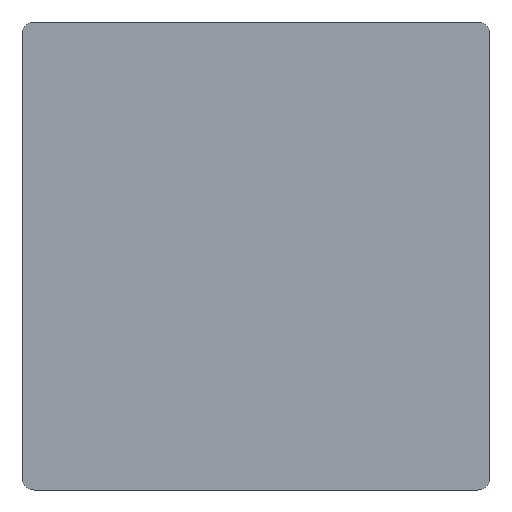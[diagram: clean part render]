
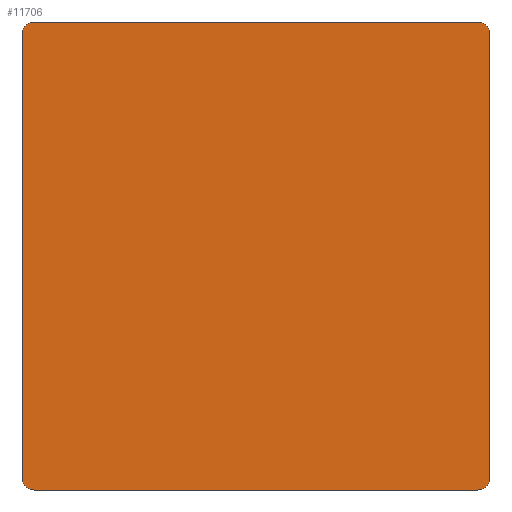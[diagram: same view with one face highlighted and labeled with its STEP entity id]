
A CAD part, front view. The second image highlights one B-rep face of the part: STEP entity #11706.
In plain terms, the highlighted planar face has unit normal (0, -1, 0).
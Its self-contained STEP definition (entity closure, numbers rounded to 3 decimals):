
#419 = CARTESIAN_POINT ( 'NONE',  ( 1451.189, 1842.282, 2917.271 ) ) ;
#577 = DIRECTION ( 'NONE',  ( 0., 1., 0. ) ) ;
#869 = DIRECTION ( 'NONE',  ( 0., 0., -1. ) ) ;
#1053 = CARTESIAN_POINT ( 'NONE',  ( 1449.189, 1842.282, 2844.271 ) ) ;
#1291 = DIRECTION ( 'NONE',  ( -1., 0., 0. ) ) ;
#1555 = DIRECTION ( 'NONE',  ( 0., 0., -1. ) ) ;
#1960 = CARTESIAN_POINT ( 'NONE',  ( 1522.189, 1842.282, 2917.271 ) ) ;
#1974 = CARTESIAN_POINT ( 'NONE',  ( 1451.189, 1842.282, 2844.271 ) ) ;
#2014 = DIRECTION ( 'NONE',  ( 0., 1., 0. ) ) ;
#2033 = DIRECTION ( 'NONE',  ( 0., 0., 1. ) ) ;
#2223 = ORIENTED_EDGE ( 'NONE', *, *, #11771, .F. ) ;
#2497 = VERTEX_POINT ( 'NONE', #7819 ) ;
#2563 = CARTESIAN_POINT ( 'NONE',  ( 1449.189, 1842.282, 2844.271 ) ) ;
#2932 = EDGE_CURVE ( 'NONE', #6903, #8509, #4452, .T. ) ;
#3119 = CIRCLE ( 'NONE', #9307, 2. ) ;
#3302 = CARTESIAN_POINT ( 'NONE',  ( 1522.189, 1842.282, 2842.271 ) ) ;
#3306 = DIRECTION ( 'NONE',  ( 0., 1., 0. ) ) ;
#3373 = CARTESIAN_POINT ( 'NONE',  ( 1522.189, 1842.282, 2844.271 ) ) ;
#3498 = EDGE_LOOP ( 'NONE', ( #4647, #4445, #6752, #8915, #6415, #2223, #11533, #7841 ) ) ;
#4278 = VECTOR ( 'NONE', #2033, 1000. ) ;
#4314 = DIRECTION ( 'NONE',  ( 0., 0., -1. ) ) ;
#4445 = ORIENTED_EDGE ( 'NONE', *, *, #8362, .F. ) ;
#4452 = CIRCLE ( 'NONE', #8764, 2. ) ;
#4647 = ORIENTED_EDGE ( 'NONE', *, *, #8974, .F. ) ;
#4742 = VECTOR ( 'NONE', #11877, 1000. ) ;
#4922 = DIRECTION ( 'NONE',  ( 0., 1., 0. ) ) ;
#5404 = EDGE_CURVE ( 'NONE', #9005, #9897, #3119, .T. ) ;
#5612 = CARTESIAN_POINT ( 'NONE',  ( 1451.189, 1842.282, 2915.271 ) ) ;
#5662 = DIRECTION ( 'NONE',  ( 0., 1., 0. ) ) ;
#5778 = DIRECTION ( 'NONE',  ( 0., 0., -1. ) ) ;
#6198 = CIRCLE ( 'NONE', #6453, 2. ) ;
#6415 = ORIENTED_EDGE ( 'NONE', *, *, #5404, .F. ) ;
#6453 = AXIS2_PLACEMENT_3D ( 'NONE', #3373, #577, #1555 ) ;
#6505 = FACE_OUTER_BOUND ( 'NONE', #3498, .T. ) ;
#6540 = AXIS2_PLACEMENT_3D ( 'NONE', #10560, #4922, #11499 ) ;
#6752 = ORIENTED_EDGE ( 'NONE', *, *, #8005, .F. ) ;
#6794 = LINE ( 'NONE', #3302, #11791 ) ;
#6903 = VERTEX_POINT ( 'NONE', #7354 ) ;
#7096 = CIRCLE ( 'NONE', #6540, 2. ) ;
#7354 = CARTESIAN_POINT ( 'NONE',  ( 1451.189, 1842.282, 2842.271 ) ) ;
#7564 = LINE ( 'NONE', #419, #4742 ) ;
#7717 = VERTEX_POINT ( 'NONE', #10967 ) ;
#7819 = CARTESIAN_POINT ( 'NONE',  ( 1524.189, 1842.282, 2915.271 ) ) ;
#7841 = ORIENTED_EDGE ( 'NONE', *, *, #10063, .F. ) ;
#8005 = EDGE_CURVE ( 'NONE', #9845, #2497, #7096, .T. ) ;
#8362 = EDGE_CURVE ( 'NONE', #2497, #10706, #9320, .T. ) ;
#8509 = VERTEX_POINT ( 'NONE', #2563 ) ;
#8764 = AXIS2_PLACEMENT_3D ( 'NONE', #1974, #2014, #5778 ) ;
#8915 = ORIENTED_EDGE ( 'NONE', *, *, #11795, .F. ) ;
#8963 = CARTESIAN_POINT ( 'NONE',  ( 1451.189, 1842.282, 2844.271 ) ) ;
#8974 = EDGE_CURVE ( 'NONE', #10706, #7717, #6198, .T. ) ;
#9005 = VERTEX_POINT ( 'NONE', #10056 ) ;
#9307 = AXIS2_PLACEMENT_3D ( 'NONE', #5612, #5662, #869 ) ;
#9320 = LINE ( 'NONE', #10861, #9891 ) ;
#9595 = CARTESIAN_POINT ( 'NONE',  ( 1451.189, 1842.282, 2917.271 ) ) ;
#9845 = VERTEX_POINT ( 'NONE', #1960 ) ;
#9861 = PLANE ( 'NONE',  #11027 ) ;
#9891 = VECTOR ( 'NONE', #4314, 1000. ) ;
#9897 = VERTEX_POINT ( 'NONE', #9595 ) ;
#9906 = DIRECTION ( 'NONE',  ( 0., 0., 1. ) ) ;
#10031 = LINE ( 'NONE', #1053, #4278 ) ;
#10056 = CARTESIAN_POINT ( 'NONE',  ( 1449.189, 1842.282, 2915.271 ) ) ;
#10063 = EDGE_CURVE ( 'NONE', #7717, #6903, #6794, .T. ) ;
#10560 = CARTESIAN_POINT ( 'NONE',  ( 1522.189, 1842.282, 2915.271 ) ) ;
#10706 = VERTEX_POINT ( 'NONE', #12178 ) ;
#10861 = CARTESIAN_POINT ( 'NONE',  ( 1524.189, 1842.282, 2915.271 ) ) ;
#10967 = CARTESIAN_POINT ( 'NONE',  ( 1522.189, 1842.282, 2842.271 ) ) ;
#11027 = AXIS2_PLACEMENT_3D ( 'NONE', #8963, #3306, #9906 ) ;
#11499 = DIRECTION ( 'NONE',  ( 0., 0., -1. ) ) ;
#11533 = ORIENTED_EDGE ( 'NONE', *, *, #2932, .F. ) ;
#11706 = ADVANCED_FACE ( 'NONE', ( #6505 ), #9861, .F. ) ;
#11771 = EDGE_CURVE ( 'NONE', #8509, #9005, #10031, .T. ) ;
#11791 = VECTOR ( 'NONE', #1291, 1000. ) ;
#11795 = EDGE_CURVE ( 'NONE', #9897, #9845, #7564, .T. ) ;
#11877 = DIRECTION ( 'NONE',  ( 1., 0., 0. ) ) ;
#12178 = CARTESIAN_POINT ( 'NONE',  ( 1524.189, 1842.282, 2844.271 ) ) ;
